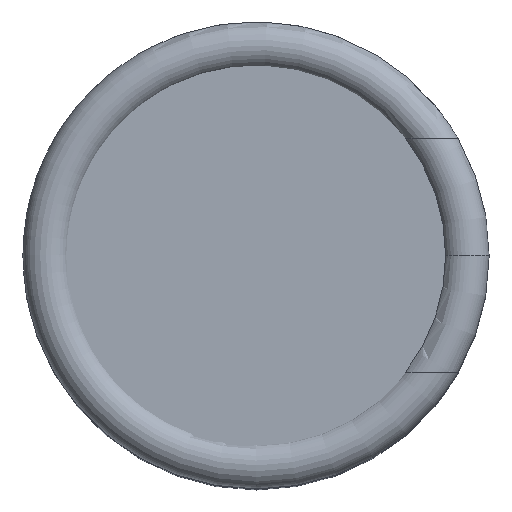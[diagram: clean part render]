
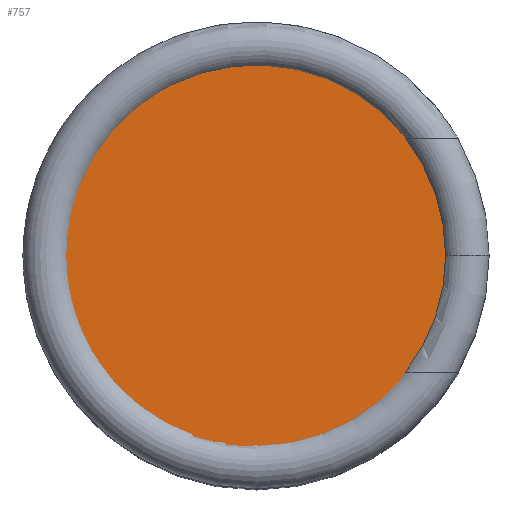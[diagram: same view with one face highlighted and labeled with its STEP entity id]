
A CAD part, top view. The second image highlights one B-rep face of the part: STEP entity #757.
In plain terms, the highlighted planar face has unit normal (0, 0, 1).
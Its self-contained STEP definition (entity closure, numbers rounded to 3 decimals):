
#728 = EDGE_CURVE('',#729,#729,#731,.T.);
#729 = VERTEX_POINT('',#730);
#730 = CARTESIAN_POINT('',(4.5,0.,15.75));
#731 = CIRCLE('',#732,4.5);
#732 = AXIS2_PLACEMENT_3D('',#733,#734,#735);
#733 = CARTESIAN_POINT('',(0.,0.,15.75));
#734 = DIRECTION('',(0.,0.,1.));
#735 = DIRECTION('',(1.,0.,0.));
#757 = ADVANCED_FACE('',(#758),#761,.T.);
#758 = FACE_BOUND('',#759,.T.);
#759 = EDGE_LOOP('',(#760));
#760 = ORIENTED_EDGE('',*,*,#728,.T.);
#761 = PLANE('',#762);
#762 = AXIS2_PLACEMENT_3D('',#763,#764,#765);
#763 = CARTESIAN_POINT('',(0.,0.,15.75));
#764 = DIRECTION('',(0.,0.,1.));
#765 = DIRECTION('',(1.,0.,0.));
